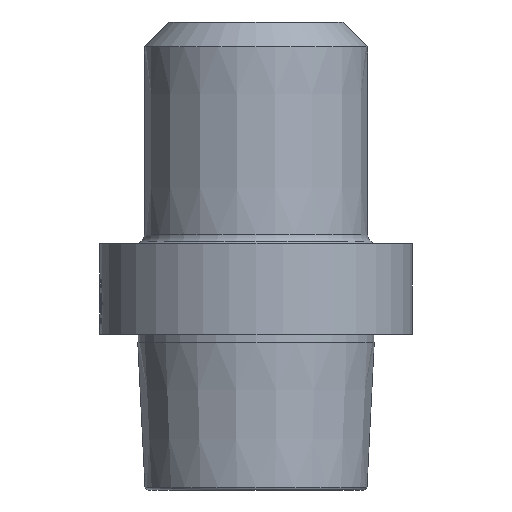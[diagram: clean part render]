
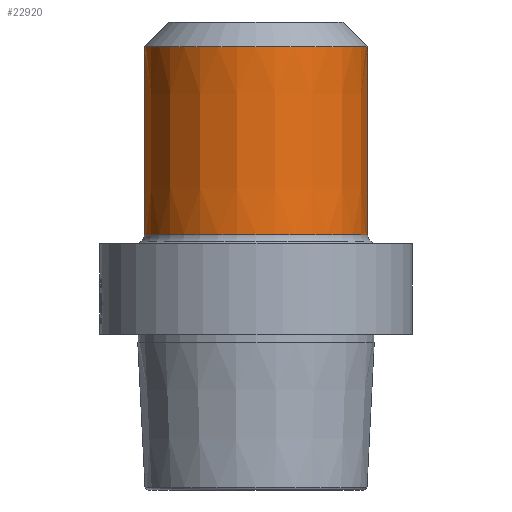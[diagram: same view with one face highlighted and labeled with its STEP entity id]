
A CAD part, left-side view. The second image highlights one B-rep face of the part: STEP entity #22920.
In plain terms, the highlighted conical face has half-angle 0.002 degrees and reference radius 35.751 mm.
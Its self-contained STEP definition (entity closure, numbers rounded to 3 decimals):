
#39=CARTESIAN_POINT('',(0.,0.,92.));
#40=DIRECTION('',(0.,0.,1.));
#41=DIRECTION('',(0.,1.,0.));
#42=AXIS2_PLACEMENT_3D('',#39,#40,#41);
#48=DIRECTION('',(0.,0.,-1.));
#49=VECTOR('',#48,60.161);
#50=CARTESIAN_POINT('',(0.,35.75,92.));
#51=LINE('',#50,#49);
#55=DIRECTION('',(0.,0.,-1.));
#56=VECTOR('',#55,60.161);
#57=CARTESIAN_POINT('',(0.,-35.75,92.));
#58=LINE('',#57,#56);
#94=CARTESIAN_POINT('',(0.,0.,31.839));
#95=DIRECTION('',(0.,0.,1.));
#96=DIRECTION('',(0.,1.,0.));
#97=AXIS2_PLACEMENT_3D('',#94,#95,#96);
#20527=CARTESIAN_POINT('',(0.,35.75,92.));
#20528=CARTESIAN_POINT('',(0.,35.752,31.839));
#20529=VERTEX_POINT('',#20527);
#20530=VERTEX_POINT('',#20528);
#20603=CARTESIAN_POINT('',(0.,-35.75,92.));
#20604=CARTESIAN_POINT('',(0.,-35.752,31.839));
#20605=VERTEX_POINT('',#20603);
#20606=VERTEX_POINT('',#20604);
#22905=CARTESIAN_POINT('',(0.,0.,61.92));
#22906=DIRECTION('',(0.,0.,-1.));
#22907=DIRECTION('',(0.,1.,0.));
#22908=AXIS2_PLACEMENT_3D('',#22905,#22906,#22907);
#22909=CONICAL_SURFACE('',#22908,35.751,0.002);
#22911=ORIENTED_EDGE('',*,*,#22910,.F.);
#22913=ORIENTED_EDGE('',*,*,#22912,.T.);
#22915=ORIENTED_EDGE('',*,*,#22914,.T.);
#22917=ORIENTED_EDGE('',*,*,#22916,.F.);
#22918=EDGE_LOOP('',(#22911,#22913,#22915,#22917));
#22919=FACE_OUTER_BOUND('',#22918,.F.);
#22920=ADVANCED_FACE('',(#22919),#22909,.T.);
#43=CIRCLE('',#42,35.75);
#98=CIRCLE('',#97,35.752);
#22910=EDGE_CURVE('',#20529,#20530,#51,.T.);
#22912=EDGE_CURVE('',#20529,#20605,#43,.T.);
#22914=EDGE_CURVE('',#20605,#20606,#58,.T.);
#22916=EDGE_CURVE('',#20530,#20606,#98,.T.);
